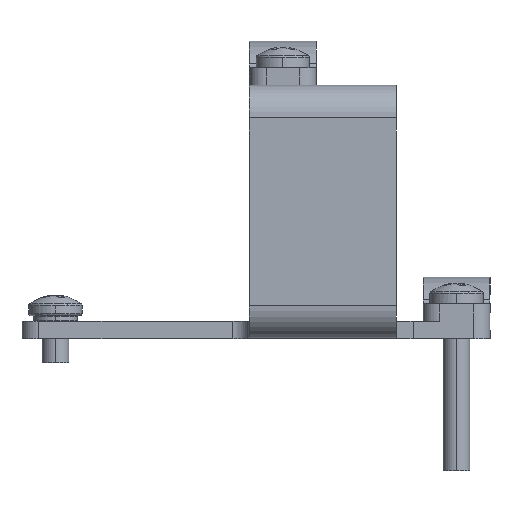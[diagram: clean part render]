
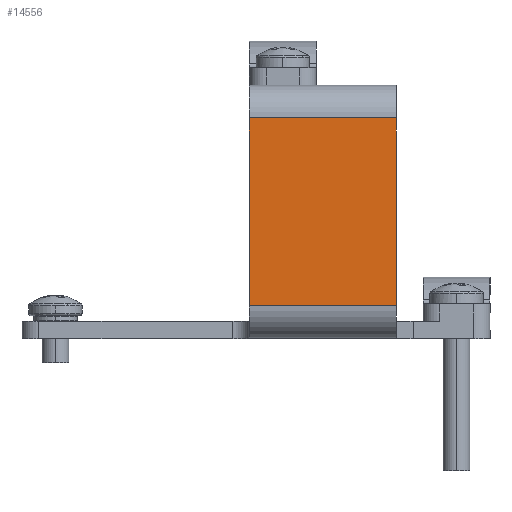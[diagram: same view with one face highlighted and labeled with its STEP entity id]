
A CAD part, left-side view. The second image highlights one B-rep face of the part: STEP entity #14556.
In plain terms, the highlighted planar face has unit normal (-1, 0, 0).
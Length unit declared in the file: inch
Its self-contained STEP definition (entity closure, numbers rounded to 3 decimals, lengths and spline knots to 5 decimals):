
#188 = DIRECTION ( 'NONE',  ( 0., 0., 1. ) ) ;
#213 = VECTOR ( 'NONE', #10439, 39.37008 ) ;
#358 = EDGE_CURVE ( 'NONE', #12355, #1401, #6189, .T. ) ;
#410 = DIRECTION ( 'NONE',  ( -1., 0., 0. ) ) ;
#1401 = VERTEX_POINT ( 'NONE', #11671 ) ;
#1701 = ORIENTED_EDGE ( 'NONE', *, *, #358, .F. ) ;
#2229 = LINE ( 'NONE', #10555, #213 ) ;
#2563 = CARTESIAN_POINT ( 'NONE',  ( -1.73228, 0.70866, 0.19291 ) ) ;
#3331 = VERTEX_POINT ( 'NONE', #2563 ) ;
#3361 = DIRECTION ( 'NONE',  ( 0., 1., 0. ) ) ;
#3612 = CARTESIAN_POINT ( 'NONE',  ( -1.73228, 0.70866, 1.29921 ) ) ;
#3846 = FACE_OUTER_BOUND ( 'NONE', #5509, .T. ) ;
#4922 = ORIENTED_EDGE ( 'NONE', *, *, #10067, .F. ) ;
#5146 = ORIENTED_EDGE ( 'NONE', *, *, #13590, .F. ) ;
#5509 = EDGE_LOOP ( 'NONE', ( #5146, #4922, #1701, #10716 ) ) ;
#6179 = VERTEX_POINT ( 'NONE', #3612 ) ;
#6189 = LINE ( 'NONE', #10607, #13664 ) ;
#6955 = EDGE_CURVE ( 'NONE', #12355, #6179, #8838, .T. ) ;
#7256 = VECTOR ( 'NONE', #10903, 39.37008 ) ;
#7340 = CARTESIAN_POINT ( 'NONE',  ( -1.73228, -0.15748, 0.10236 ) ) ;
#7828 = AXIS2_PLACEMENT_3D ( 'NONE', #7340, #410, #188 ) ;
#8170 = CARTESIAN_POINT ( 'NONE',  ( -1.73228, -0.15748, 1.29921 ) ) ;
#8475 = VECTOR ( 'NONE', #3361, 39.37008 ) ;
#8541 = LINE ( 'NONE', #10850, #7256 ) ;
#8838 = LINE ( 'NONE', #9142, #8475 ) ;
#9142 = CARTESIAN_POINT ( 'NONE',  ( -1.73228, -0.15748, 1.29921 ) ) ;
#10067 = EDGE_CURVE ( 'NONE', #1401, #3331, #8541, .T. ) ;
#10439 = DIRECTION ( 'NONE',  ( 0., 0., 1. ) ) ;
#10555 = CARTESIAN_POINT ( 'NONE',  ( -1.73228, 0.70866, 1.38976 ) ) ;
#10607 = CARTESIAN_POINT ( 'NONE',  ( -1.73228, -0.15748, 0.10236 ) ) ;
#10716 = ORIENTED_EDGE ( 'NONE', *, *, #6955, .T. ) ;
#10850 = CARTESIAN_POINT ( 'NONE',  ( -1.73228, -0.15748, 0.19291 ) ) ;
#10903 = DIRECTION ( 'NONE',  ( 0., 1., 0. ) ) ;
#11671 = CARTESIAN_POINT ( 'NONE',  ( -1.73228, -0.15748, 0.19291 ) ) ;
#12355 = VERTEX_POINT ( 'NONE', #8170 ) ;
#13221 = PLANE ( 'NONE',  #7828 ) ;
#13590 = EDGE_CURVE ( 'NONE', #3331, #6179, #2229, .T. ) ;
#13664 = VECTOR ( 'NONE', #14113, 39.37008 ) ;
#14113 = DIRECTION ( 'NONE',  ( 0., 0., -1. ) ) ;
#14556 = ADVANCED_FACE ( 'NONE', ( #3846 ), #13221, .T. ) ;
